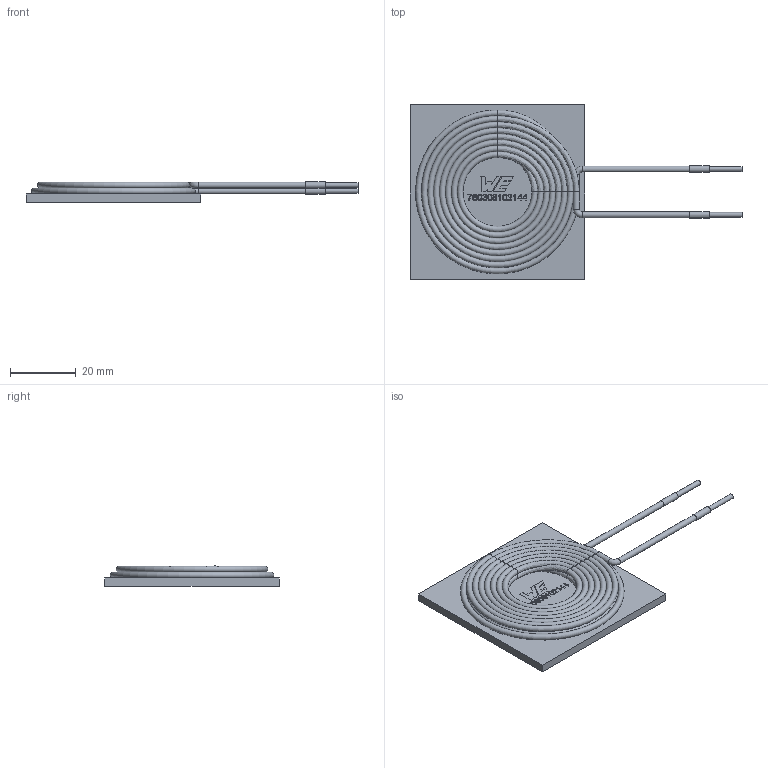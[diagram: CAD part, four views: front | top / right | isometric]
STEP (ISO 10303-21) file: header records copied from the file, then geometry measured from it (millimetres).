
FILE_DESCRIPTION( ( 'Unknown' ), '1' );
FILE_NAME( '760308102144.stp', 'Unknown', ( 'Unknown' ), ( 'Unknown' ), 'PSStep 19.0.9', 'Unknown', ' ' );
FILE_SCHEMA( ( 'AUTOMOTIVE_DESIGN { 1 0 10303 214 1 1 1 1 }' ) );
Length unit declared in the file: millimetre
Products named in the file (3): Assem1; Ferrite; Coil
Assembly tree (2 placements, depth 2):
  Assem1
    Ferrite
    Coil
Bounding box: 101.3 x 53.3 x 6.21 mm (x, y, z)
Volume: 11527.6 mm3; surface area: 16017.6 mm2
Topology: 2 solids, 2 shells, 175 faces, 407 edges, 261 vertices
Faces by surface type: plane 110, extrusion 25, torus 17, bspline 15, cylinder 8
Full cylindrical faces by diameter (mm): 1.5 x2, 1.8 x4, 2 x2
Entity records: 9990 total; most frequent: CARTESIAN_POINT 5071, ORIENTED_EDGE 706, DIRECTION 545, EDGE_CURVE 353, VERTEX_POINT 264, EDGE_LOOP 254, FACE_OUTER_BOUND 224, AXIS2_PLACEMENT_3D 183
